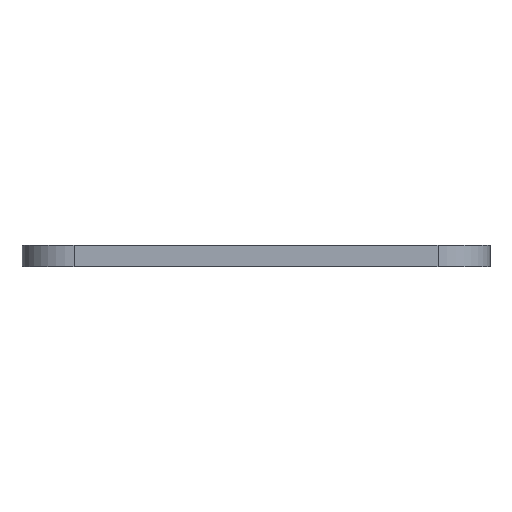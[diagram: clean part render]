
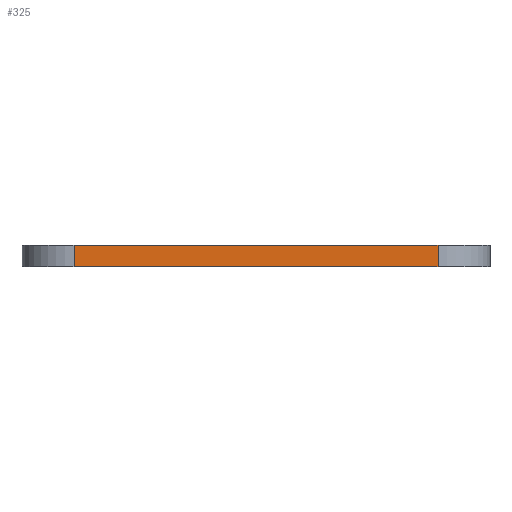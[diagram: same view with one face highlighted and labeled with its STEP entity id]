
A CAD part, left-side view. The second image highlights one B-rep face of the part: STEP entity #325.
In plain terms, the highlighted planar face has unit normal (-1, 0, 0).
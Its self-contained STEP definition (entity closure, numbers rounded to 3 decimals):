
#4 = AXIS2_PLACEMENT_3D ( 'NONE', #536, #527, #526 ) ;
#180 = EDGE_CURVE ( 'NONE', #285, #280, #1391, .T. ) ;
#205 = EDGE_CURVE ( 'NONE', #275, #277, #1354, .T. ) ;
#214 = EDGE_CURVE ( 'NONE', #277, #280, #1290, .T. ) ;
#215 = EDGE_CURVE ( 'NONE', #285, #275, #1288, .T. ) ;
#275 = VERTEX_POINT ( 'NONE', #621 ) ;
#277 = VERTEX_POINT ( 'NONE', #619 ) ;
#280 = VERTEX_POINT ( 'NONE', #616 ) ;
#285 = VERTEX_POINT ( 'NONE', #611 ) ;
#325 = ADVANCED_FACE ( 'NONE', ( #1208 ), #529, .F. ) ;
#526 = DIRECTION ( 'NONE',  ( 0., 0., -1. ) ) ;
#527 = DIRECTION ( 'NONE',  ( 1., 0., 0. ) ) ;
#529 = PLANE ( 'NONE',  #4 ) ;
#536 = CARTESIAN_POINT ( 'NONE',  ( -37.5, -22.5, 2.032 ) ) ;
#611 = CARTESIAN_POINT ( 'NONE',  ( -37.5, 17.5, 2.032 ) ) ;
#616 = CARTESIAN_POINT ( 'NONE',  ( -37.5, -17.5, 2.032 ) ) ;
#619 = CARTESIAN_POINT ( 'NONE',  ( -37.5, -17.5, 0. ) ) ;
#621 = CARTESIAN_POINT ( 'NONE',  ( -37.5, 17.5, 0. ) ) ;
#652 = DIRECTION ( 'NONE',  ( 0., 0., 1. ) ) ;
#653 = DIRECTION ( 'NONE',  ( 0., 0., -1. ) ) ;
#654 = CARTESIAN_POINT ( 'NONE',  ( -37.5, 17.5, 2.032 ) ) ;
#702 = ORIENTED_EDGE ( 'NONE', *, *, #205, .T. ) ;
#703 = ORIENTED_EDGE ( 'NONE', *, *, #214, .T. ) ;
#704 = ORIENTED_EDGE ( 'NONE', *, *, #180, .F. ) ;
#705 = ORIENTED_EDGE ( 'NONE', *, *, #215, .T. ) ;
#726 = CARTESIAN_POINT ( 'NONE',  ( -37.5, -17.5, 2.032 ) ) ;
#752 = CARTESIAN_POINT ( 'NONE',  ( -37.5, -22.5, 0. ) ) ;
#756 = DIRECTION ( 'NONE',  ( 0., -1., 0. ) ) ;
#825 = DIRECTION ( 'NONE',  ( 0., -1., 0. ) ) ;
#826 = CARTESIAN_POINT ( 'NONE',  ( -37.5, -22.5, 2.032 ) ) ;
#984 = EDGE_LOOP ( 'NONE', ( #702, #703, #704, #705 ) ) ;
#1208 = FACE_OUTER_BOUND ( 'NONE', #984, .T. ) ;
#1282 = VECTOR ( 'NONE', #653, 1000. ) ;
#1287 = VECTOR ( 'NONE', #652, 1000. ) ;
#1288 = LINE ( 'NONE', #654, #1282 ) ;
#1290 = LINE ( 'NONE', #726, #1287 ) ;
#1348 = VECTOR ( 'NONE', #756, 1000. ) ;
#1354 = LINE ( 'NONE', #752, #1348 ) ;
#1379 = VECTOR ( 'NONE', #825, 1000. ) ;
#1391 = LINE ( 'NONE', #826, #1379 ) ;
